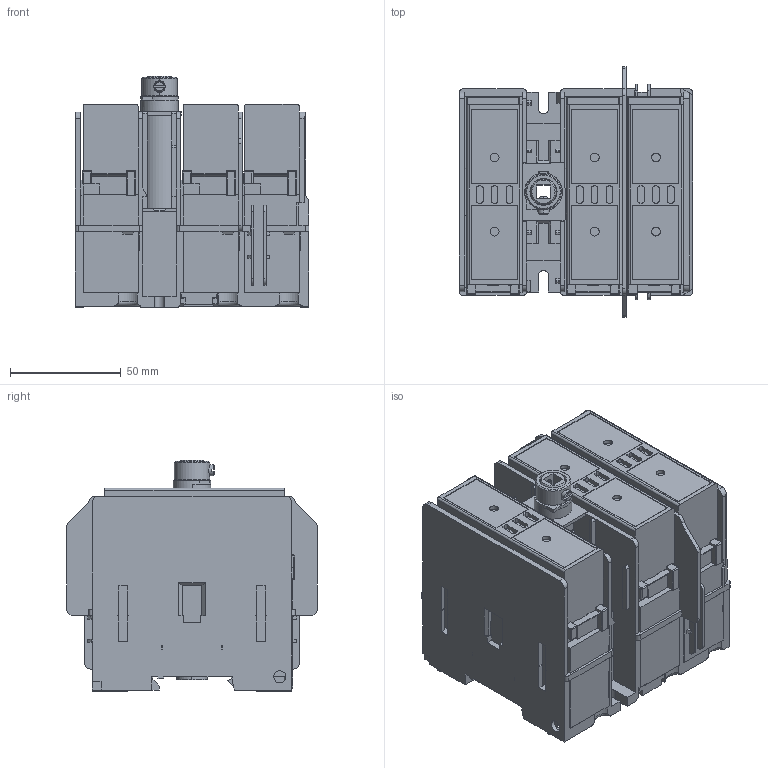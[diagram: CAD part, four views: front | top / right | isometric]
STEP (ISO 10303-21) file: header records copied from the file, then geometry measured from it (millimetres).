
FILE_DESCRIPTION((''),'2;1');
FILE_NAME('OS30FACC12-AL_SW0003','2022-08-08T14:14:32',('FIANLEH10'),(''),'CREO PARAMETRIC BY PTC INC, 2020184','CREO PARAMETRIC BY PTC INC, 2020184','');
FILE_SCHEMA(('AUTOMOTIVE_DESIGN { 1 0 10303 214 1 1 1 1 }'));
Products named in the file (1): OS30FACC12-AL_SW0003
Bounding box: 105.2 x 113 x 104.3 mm (x, y, z)
Volume: 692384 mm3; surface area: 135304.7 mm2
Topology: 1 solids, 1 shells, 1962 faces, 5627 edges, 3674 vertices
Faces by surface type: plane 1441, cylinder 426, cone 40, sphere 30, torus 15, bspline 10
Entity records: 81761 total; most frequent: CARTESIAN_POINT 14331, ORIENTED_EDGE 11254, DIRECTION 10381, EDGE_CURVE 5627, VECTOR 4396, LINE 4396, VERTEX_POINT 3674, AXIS2_PLACEMENT_3D 2991
